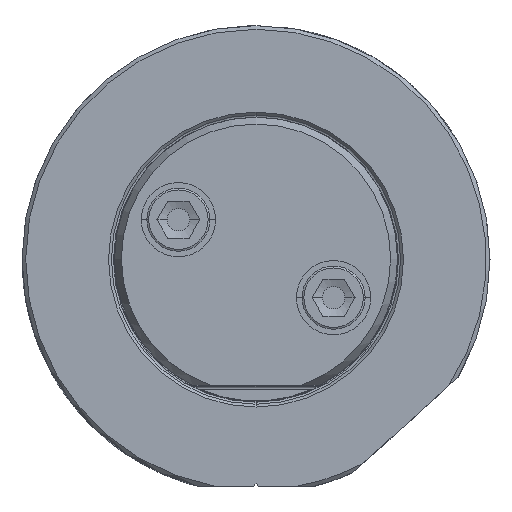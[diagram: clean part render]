
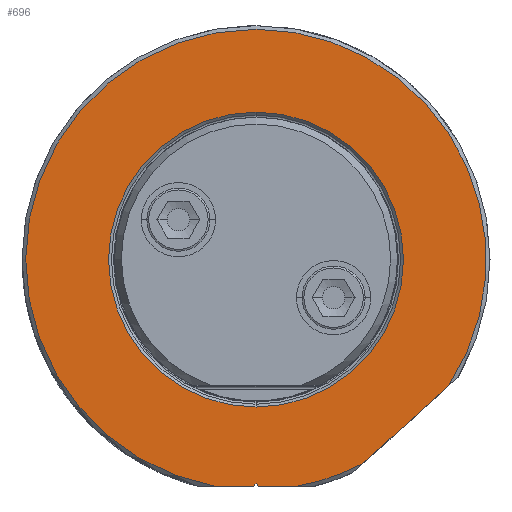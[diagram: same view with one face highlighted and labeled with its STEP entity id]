
A CAD part, top view. The second image highlights one B-rep face of the part: STEP entity #696.
In plain terms, the highlighted planar face has unit normal (0, 0, 1).
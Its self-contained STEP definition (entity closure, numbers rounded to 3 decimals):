
#224=PLANE('',#6314);
#696=ADVANCED_FACE('',(#1038,#1039),#224,.T.);
#1038=FACE_BOUND('',#1180,.T.);
#1039=FACE_BOUND('',#1181,.T.);
#1180=EDGE_LOOP('',(#3357,#3358,#3359,#3360,#3361,#3362,#3363,#3364));
#1181=EDGE_LOOP('',(#3365,#3366));
#1505=CIRCLE('',#6308,31.);
#1506=CIRCLE('',#6310,31.);
#1507=CIRCLE('',#6311,31.);
#1508=CIRCLE('',#6312,19.85);
#1509=CIRCLE('',#6313,19.85);
#1823=LINE('',#13568,#2153);
#1826=LINE('',#13592,#2156);
#1827=LINE('',#13594,#2157);
#1828=LINE('',#13596,#2158);
#1829=LINE('',#13598,#2159);
#2153=VECTOR('',#7375,1.);
#2156=VECTOR('',#7392,1.);
#2157=VECTOR('',#7393,1.);
#2158=VECTOR('',#7394,1.);
#2159=VECTOR('',#7395,1.);
#3357=ORIENTED_EDGE('',*,*,#5410,.T.);
#3358=ORIENTED_EDGE('',*,*,#5404,.T.);
#3359=ORIENTED_EDGE('',*,*,#5411,.T.);
#3360=ORIENTED_EDGE('',*,*,#5412,.T.);
#3361=ORIENTED_EDGE('',*,*,#5413,.F.);
#3362=ORIENTED_EDGE('',*,*,#5414,.T.);
#3363=ORIENTED_EDGE('',*,*,#5415,.T.);
#3364=ORIENTED_EDGE('',*,*,#5416,.F.);
#3365=ORIENTED_EDGE('',*,*,#5417,.T.);
#3366=ORIENTED_EDGE('',*,*,#5418,.T.);
#4695=VERTEX_POINT('',#13567);
#4696=VERTEX_POINT('',#13569);
#4699=VERTEX_POINT('',#13585);
#4700=VERTEX_POINT('',#13589);
#4701=VERTEX_POINT('',#13591);
#4702=VERTEX_POINT('',#13593);
#4703=VERTEX_POINT('',#13595);
#4704=VERTEX_POINT('',#13597);
#4705=VERTEX_POINT('',#13600);
#4706=VERTEX_POINT('',#13601);
#5404=EDGE_CURVE('',#4696,#4695,#1823,.T.);
#5410=EDGE_CURVE('',#4699,#4696,#1505,.T.);
#5411=EDGE_CURVE('',#4695,#4700,#1506,.T.);
#5412=EDGE_CURVE('',#4700,#4701,#1507,.T.);
#5413=EDGE_CURVE('',#4702,#4701,#1826,.T.);
#5414=EDGE_CURVE('',#4702,#4703,#1827,.T.);
#5415=EDGE_CURVE('',#4703,#4704,#1828,.T.);
#5416=EDGE_CURVE('',#4699,#4704,#1829,.T.);
#5417=EDGE_CURVE('',#4705,#4706,#1508,.T.);
#5418=EDGE_CURVE('',#4706,#4705,#1509,.T.);
#6308=AXIS2_PLACEMENT_3D('',#13586,#7384,#7385);
#6310=AXIS2_PLACEMENT_3D('',#13588,#7388,#7389);
#6311=AXIS2_PLACEMENT_3D('',#13590,#7390,#7391);
#6312=AXIS2_PLACEMENT_3D('',#13599,#7396,#7397);
#6313=AXIS2_PLACEMENT_3D('',#13602,#7398,#7399);
#6314=AXIS2_PLACEMENT_3D('',#13603,#7400,#7401);
#7375=DIRECTION('',(0.741,0.671,0.));
#7384=DIRECTION('',(0.,0.,1.));
#7385=DIRECTION('',(0.179,-0.984,0.));
#7388=DIRECTION('',(0.,0.,1.));
#7389=DIRECTION('',(0.837,-0.548,0.));
#7390=DIRECTION('',(0.,0.,1.));
#7391=DIRECTION('',(0.,1.,0.));
#7392=DIRECTION('',(-1.,0.,0.));
#7393=DIRECTION('',(0.707,0.707,0.));
#7394=DIRECTION('',(0.707,-0.707,0.));
#7395=DIRECTION('',(-1.,0.,0.));
#7396=DIRECTION('',(0.,0.,-1.));
#7397=DIRECTION('',(0.,-1.,0.));
#7398=DIRECTION('',(0.,0.,-1.));
#7399=DIRECTION('',(0.,1.,0.));
#7400=DIRECTION('',(0.,0.,1.));
#7401=DIRECTION('',(0.,-1.,0.));
#13567=CARTESIAN_POINT('',(25.932,-16.987,0.));
#13568=CARTESIAN_POINT('',(14.356,-27.475,0.));
#13569=CARTESIAN_POINT('',(14.356,-27.475,0.));
#13585=CARTESIAN_POINT('',(5.545,-30.5,0.));
#13586=CARTESIAN_POINT('',(0.,0.,0.));
#13588=CARTESIAN_POINT('',(0.,0.,0.));
#13589=CARTESIAN_POINT('',(0.,31.,0.));
#13590=CARTESIAN_POINT('',(0.,0.,0.));
#13591=CARTESIAN_POINT('',(-5.545,-30.5,0.));
#13592=CARTESIAN_POINT('',(-0.354,-30.5,0.));
#13593=CARTESIAN_POINT('',(-0.354,-30.5,0.));
#13594=CARTESIAN_POINT('',(-0.354,-30.5,0.));
#13595=CARTESIAN_POINT('',(0.,-30.146,0.));
#13596=CARTESIAN_POINT('',(0.,-30.146,0.));
#13597=CARTESIAN_POINT('',(0.354,-30.5,0.));
#13598=CARTESIAN_POINT('',(5.545,-30.5,0.));
#13599=CARTESIAN_POINT('',(0.,0.,0.));
#13600=CARTESIAN_POINT('',(0.,-19.85,0.));
#13601=CARTESIAN_POINT('',(0.,19.85,0.));
#13602=CARTESIAN_POINT('',(0.,0.,0.));
#13603=CARTESIAN_POINT('',(0.,0.25,0.));
